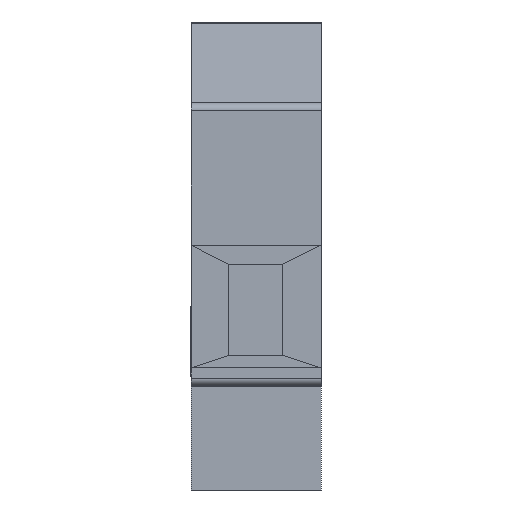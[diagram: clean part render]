
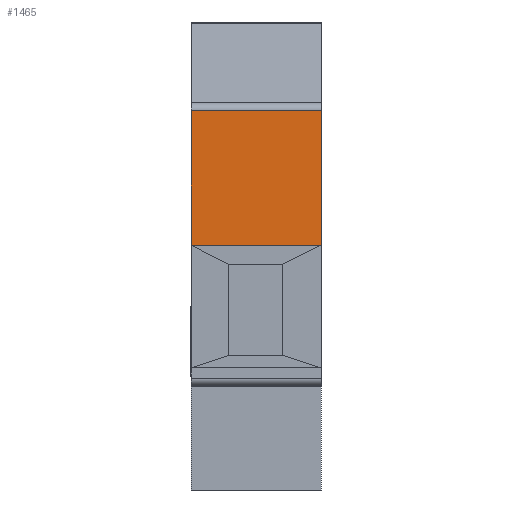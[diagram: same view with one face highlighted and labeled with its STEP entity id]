
A CAD part, left-side view. The second image highlights one B-rep face of the part: STEP entity #1465.
In plain terms, the highlighted planar face has unit normal (-1, 0, 0).
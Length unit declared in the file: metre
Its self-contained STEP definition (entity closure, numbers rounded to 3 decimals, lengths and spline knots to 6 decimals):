
#64=FACE_OUTER_BOUND('',#144,.T.);
#144=EDGE_LOOP('',(#919,#920,#921,#922));
#235=LINE('',#2073,#411);
#236=LINE('',#2075,#412);
#237=LINE('',#2077,#413);
#238=LINE('',#2078,#414);
#411=VECTOR('',#1674,0.005);
#412=VECTOR('',#1675,0.005187);
#413=VECTOR('',#1676,0.005);
#414=VECTOR('',#1677,0.005187);
#577=VERTEX_POINT('',#2051);
#582=VERTEX_POINT('',#2062);
#585=VERTEX_POINT('',#2074);
#586=VERTEX_POINT('',#2076);
#715=EDGE_CURVE('',#577,#582,#235,.T.);
#716=EDGE_CURVE('',#577,#585,#236,.T.);
#717=EDGE_CURVE('',#586,#585,#237,.T.);
#718=EDGE_CURVE('',#582,#586,#238,.T.);
#919=ORIENTED_EDGE('',*,*,#715,.F.);
#920=ORIENTED_EDGE('',*,*,#716,.T.);
#921=ORIENTED_EDGE('',*,*,#717,.F.);
#922=ORIENTED_EDGE('',*,*,#718,.F.);
#1318=PLANE('',#1547);
#1465=ADVANCED_FACE('',(#64),#1318,.F.);
#1547=AXIS2_PLACEMENT_3D('',#2072,#1672,#1673);
#1672=DIRECTION('center_axis',(1.,0.,0.));
#1673=DIRECTION('ref_axis',(0.,0.,-1.));
#1674=DIRECTION('',(0.,1.,0.));
#1675=DIRECTION('',(0.,0.,1.));
#1676=DIRECTION('',(0.,-1.,0.));
#1677=DIRECTION('',(0.,0.,1.));
#2051=CARTESIAN_POINT('',(-0.01325,0.,0.009408));
#2062=CARTESIAN_POINT('',(-0.01325,0.005,0.009408));
#2072=CARTESIAN_POINT('Origin',(-0.01325,0.005,0.0043));
#2073=CARTESIAN_POINT('',(-0.01325,0.,0.009408));
#2074=CARTESIAN_POINT('',(-0.01325,0.,0.014596));
#2075=CARTESIAN_POINT('',(-0.01325,0.,0.009408));
#2076=CARTESIAN_POINT('',(-0.01325,0.005,0.014596));
#2077=CARTESIAN_POINT('',(-0.01325,0.005,0.014596));
#2078=CARTESIAN_POINT('',(-0.01325,0.005,0.009408));
